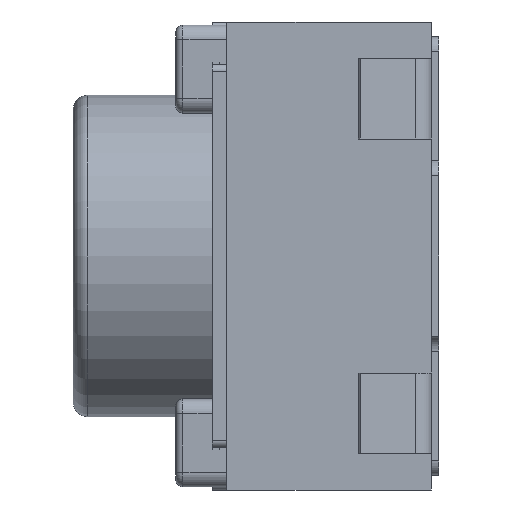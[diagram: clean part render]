
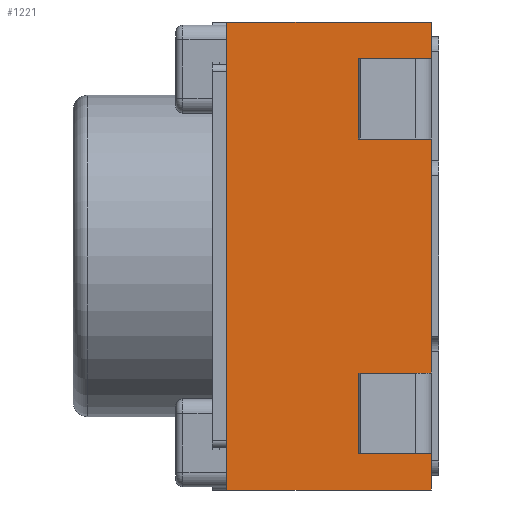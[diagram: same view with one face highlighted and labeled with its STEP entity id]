
A CAD part, left-side view. The second image highlights one B-rep face of the part: STEP entity #1221.
In plain terms, the highlighted planar face has unit normal (-1, 0, 0).
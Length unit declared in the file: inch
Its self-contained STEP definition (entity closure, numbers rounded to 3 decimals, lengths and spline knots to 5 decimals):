
#203 = VERTEX_POINT ( 'NONE', #3815 ) ;
#286 = LINE ( 'NONE', #913, #5373 ) ;
#372 = DIRECTION ( 'NONE',  ( 0., -1., 0. ) ) ;
#384 = ORIENTED_EDGE ( 'NONE', *, *, #2444, .F. ) ;
#397 = VERTEX_POINT ( 'NONE', #3738 ) ;
#433 = EDGE_CURVE ( 'NONE', #3663, #203, #1202, .T. ) ;
#628 = EDGE_CURVE ( 'NONE', #5967, #1827, #3354, .T. ) ;
#717 = DIRECTION ( 'NONE',  ( 0., -1., 0. ) ) ;
#774 = VECTOR ( 'NONE', #3391, 39.37008 ) ;
#783 = PLANE ( 'NONE',  #1916 ) ;
#801 = VERTEX_POINT ( 'NONE', #1722 ) ;
#820 = DIRECTION ( 'NONE',  ( 0., 0., -1. ) ) ;
#834 = LINE ( 'NONE', #1744, #2140 ) ;
#913 = CARTESIAN_POINT ( 'NONE',  ( -0.08268, 0.00591, 0.05315 ) ) ;
#1031 = LINE ( 'NONE', #4090, #2895 ) ;
#1053 = ORIENTED_EDGE ( 'NONE', *, *, #433, .F. ) ;
#1068 = ORIENTED_EDGE ( 'NONE', *, *, #628, .F. ) ;
#1105 = VECTOR ( 'NONE', #4582, 39.37008 ) ;
#1202 = LINE ( 'NONE', #4733, #3624 ) ;
#1217 = LINE ( 'NONE', #5300, #5370 ) ;
#1221 = ADVANCED_FACE ( 'NONE', ( #5936 ), #783, .F. ) ;
#1360 = EDGE_LOOP ( 'NONE', ( #384, #6412, #5426, #4461, #1053, #1524, #2008, #3310, #1068, #5591, #2811, #6592 ) ) ;
#1484 = LINE ( 'NONE', #5579, #1105 ) ;
#1524 = ORIENTED_EDGE ( 'NONE', *, *, #5918, .F. ) ;
#1589 = VERTEX_POINT ( 'NONE', #5864 ) ;
#1596 = DIRECTION ( 'NONE',  ( 0., -1., 0. ) ) ;
#1621 = EDGE_CURVE ( 'NONE', #5071, #3492, #834, .T. ) ;
#1722 = CARTESIAN_POINT ( 'NONE',  ( -0.08268, 0.00591, -0.0315 ) ) ;
#1744 = CARTESIAN_POINT ( 'NONE',  ( -0.08268, 0.05709, -0.06299 ) ) ;
#1761 = DIRECTION ( 'NONE',  ( 0., 0., -1. ) ) ;
#1814 = EDGE_CURVE ( 'NONE', #3492, #5967, #1031, .T. ) ;
#1827 = VERTEX_POINT ( 'NONE', #2124 ) ;
#1865 = CARTESIAN_POINT ( 'NONE',  ( -0.08268, 0.00591, -0.05315 ) ) ;
#1916 = AXIS2_PLACEMENT_3D ( 'NONE', #5432, #2816, #3340 ) ;
#2008 = ORIENTED_EDGE ( 'NONE', *, *, #4161, .F. ) ;
#2124 = CARTESIAN_POINT ( 'NONE',  ( -0.08268, 0.00197, 0.05315 ) ) ;
#2140 = VECTOR ( 'NONE', #2869, 39.37008 ) ;
#2222 = LINE ( 'NONE', #3743, #5770 ) ;
#2376 = EDGE_CURVE ( 'NONE', #397, #6188, #6470, .T. ) ;
#2416 = VECTOR ( 'NONE', #3684, 39.37008 ) ;
#2444 = EDGE_CURVE ( 'NONE', #6188, #4158, #3637, .T. ) ;
#2561 = CARTESIAN_POINT ( 'NONE',  ( -0.08268, 0.00197, -0.05315 ) ) ;
#2601 = CARTESIAN_POINT ( 'NONE',  ( -0.08268, 0.00197, 0.06299 ) ) ;
#2811 = ORIENTED_EDGE ( 'NONE', *, *, #1621, .F. ) ;
#2816 = DIRECTION ( 'NONE',  ( 1., 0., 0. ) ) ;
#2869 = DIRECTION ( 'NONE',  ( 0., 0., 1. ) ) ;
#2895 = VECTOR ( 'NONE', #1596, 39.37008 ) ;
#3100 = VECTOR ( 'NONE', #820, 39.37008 ) ;
#3238 = DIRECTION ( 'NONE',  ( 0., -1., 0. ) ) ;
#3310 = ORIENTED_EDGE ( 'NONE', *, *, #6201, .T. ) ;
#3340 = DIRECTION ( 'NONE',  ( 0., 0., -1. ) ) ;
#3354 = LINE ( 'NONE', #5413, #3100 ) ;
#3391 = DIRECTION ( 'NONE',  ( 0., -1., 0. ) ) ;
#3492 = VERTEX_POINT ( 'NONE', #4939 ) ;
#3502 = CARTESIAN_POINT ( 'NONE',  ( -0.08268, 0.00197, 0.06299 ) ) ;
#3624 = VECTOR ( 'NONE', #1761, 39.37008 ) ;
#3637 = LINE ( 'NONE', #2601, #5164 ) ;
#3663 = VERTEX_POINT ( 'NONE', #5200 ) ;
#3684 = DIRECTION ( 'NONE',  ( 0., -1., 0. ) ) ;
#3738 = CARTESIAN_POINT ( 'NONE',  ( -0.08268, 0.00591, -0.05315 ) ) ;
#3743 = CARTESIAN_POINT ( 'NONE',  ( -0.08268, 0.00591, 0.05315 ) ) ;
#3775 = EDGE_CURVE ( 'NONE', #801, #203, #1217, .T. ) ;
#3804 = VERTEX_POINT ( 'NONE', #5217 ) ;
#3815 = CARTESIAN_POINT ( 'NONE',  ( -0.08268, 0.00197, -0.0315 ) ) ;
#4062 = EDGE_CURVE ( 'NONE', #801, #397, #1484, .T. ) ;
#4090 = CARTESIAN_POINT ( 'NONE',  ( -0.08268, 0.06102, 0.06299 ) ) ;
#4158 = VERTEX_POINT ( 'NONE', #6320 ) ;
#4161 = EDGE_CURVE ( 'NONE', #3804, #1589, #286, .T. ) ;
#4268 = LINE ( 'NONE', #5199, #2416 ) ;
#4461 = ORIENTED_EDGE ( 'NONE', *, *, #3775, .T. ) ;
#4470 = DIRECTION ( 'NONE',  ( 0., 0., -1. ) ) ;
#4527 = CARTESIAN_POINT ( 'NONE',  ( -0.08268, 0.05709, -0.06299 ) ) ;
#4582 = DIRECTION ( 'NONE',  ( 0., 0., -1. ) ) ;
#4733 = CARTESIAN_POINT ( 'NONE',  ( -0.08268, 0.00197, 0.06299 ) ) ;
#4817 = VECTOR ( 'NONE', #372, 39.37008 ) ;
#4939 = CARTESIAN_POINT ( 'NONE',  ( -0.08268, 0.05709, 0.06299 ) ) ;
#5071 = VERTEX_POINT ( 'NONE', #4527 ) ;
#5164 = VECTOR ( 'NONE', #6267, 39.37008 ) ;
#5199 = CARTESIAN_POINT ( 'NONE',  ( -0.08268, 0.06102, -0.06299 ) ) ;
#5200 = CARTESIAN_POINT ( 'NONE',  ( -0.08268, 0.00197, 0.0315 ) ) ;
#5217 = CARTESIAN_POINT ( 'NONE',  ( -0.08268, 0.00591, 0.05315 ) ) ;
#5300 = CARTESIAN_POINT ( 'NONE',  ( -0.08268, 0.00591, -0.0315 ) ) ;
#5370 = VECTOR ( 'NONE', #717, 39.37008 ) ;
#5373 = VECTOR ( 'NONE', #4470, 39.37008 ) ;
#5413 = CARTESIAN_POINT ( 'NONE',  ( -0.08268, 0.00197, 0.06299 ) ) ;
#5426 = ORIENTED_EDGE ( 'NONE', *, *, #4062, .F. ) ;
#5432 = CARTESIAN_POINT ( 'NONE',  ( -0.08268, 0.06102, 0.06299 ) ) ;
#5579 = CARTESIAN_POINT ( 'NONE',  ( -0.08268, 0.00591, -0.05315 ) ) ;
#5591 = ORIENTED_EDGE ( 'NONE', *, *, #1814, .F. ) ;
#5763 = EDGE_CURVE ( 'NONE', #5071, #4158, #4268, .T. ) ;
#5770 = VECTOR ( 'NONE', #3238, 39.37008 ) ;
#5864 = CARTESIAN_POINT ( 'NONE',  ( -0.08268, 0.00591, 0.0315 ) ) ;
#5918 = EDGE_CURVE ( 'NONE', #1589, #3663, #6348, .T. ) ;
#5936 = FACE_OUTER_BOUND ( 'NONE', #1360, .T. ) ;
#5967 = VERTEX_POINT ( 'NONE', #3502 ) ;
#6059 = CARTESIAN_POINT ( 'NONE',  ( -0.08268, 0.00591, 0.0315 ) ) ;
#6188 = VERTEX_POINT ( 'NONE', #2561 ) ;
#6201 = EDGE_CURVE ( 'NONE', #3804, #1827, #2222, .T. ) ;
#6267 = DIRECTION ( 'NONE',  ( 0., 0., -1. ) ) ;
#6320 = CARTESIAN_POINT ( 'NONE',  ( -0.08268, 0.00197, -0.06299 ) ) ;
#6348 = LINE ( 'NONE', #6059, #4817 ) ;
#6412 = ORIENTED_EDGE ( 'NONE', *, *, #2376, .F. ) ;
#6470 = LINE ( 'NONE', #1865, #774 ) ;
#6592 = ORIENTED_EDGE ( 'NONE', *, *, #5763, .T. ) ;
